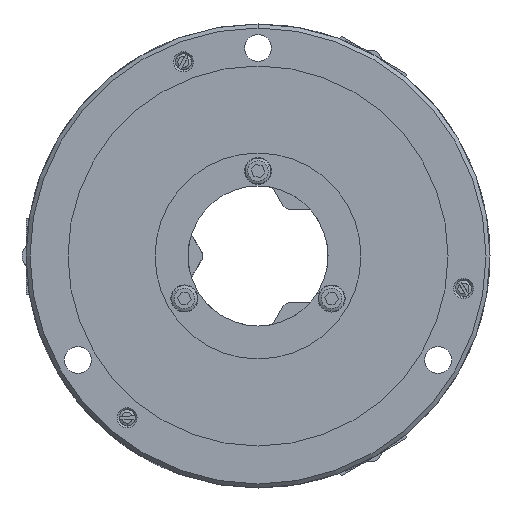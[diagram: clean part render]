
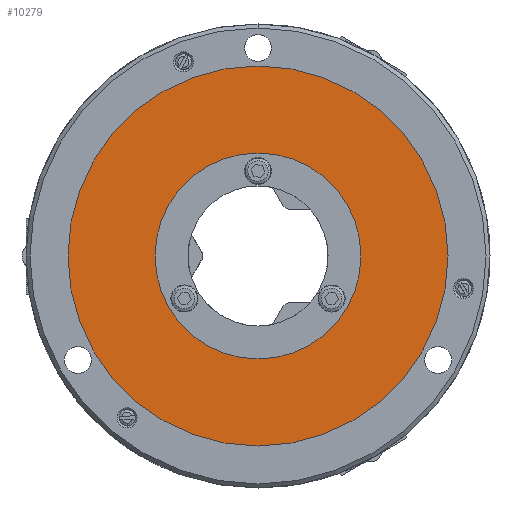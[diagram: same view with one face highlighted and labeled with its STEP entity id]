
A CAD part, left-side view. The second image highlights one B-rep face of the part: STEP entity #10279.
In plain terms, the highlighted planar face has unit normal (-1, 0, 0).
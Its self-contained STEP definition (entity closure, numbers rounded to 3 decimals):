
#376 = DIRECTION ( 'NONE',  ( 0., 0., -1. ) ) ;
#794 = VERTEX_POINT ( 'NONE', #28550 ) ;
#1657 = AXIS2_PLACEMENT_3D ( 'NONE', #22460, #8980, #24703 ) ;
#2155 = CARTESIAN_POINT ( 'NONE',  ( -78., 0., 0. ) ) ;
#2185 = DIRECTION ( 'NONE',  ( 1., 0., 0. ) ) ;
#3972 = CARTESIAN_POINT ( 'NONE',  ( -78., 47.5, -82.272 ) ) ;
#4417 = DIRECTION ( 'NONE',  ( 0., 0., -1. ) ) ;
#6180 = ORIENTED_EDGE ( 'NONE', *, *, #25705, .F. ) ;
#6543 = AXIS2_PLACEMENT_3D ( 'NONE', #15711, #2185, #17983 ) ;
#7352 = EDGE_CURVE ( 'NONE', #19567, #7980, #12662, .T. ) ;
#7980 = VERTEX_POINT ( 'NONE', #27126 ) ;
#8330 = FACE_OUTER_BOUND ( 'NONE', #16629, .T. ) ;
#8980 = DIRECTION ( 'NONE',  ( 1., 0., 0. ) ) ;
#9856 = CARTESIAN_POINT ( 'NONE',  ( -78., 0., 51.5 ) ) ;
#10279 = ADVANCED_FACE ( 'NONE', ( #26268, #8330 ), #28685, .T. ) ;
#10800 = DIRECTION ( 'NONE',  ( -1., 0., 0. ) ) ;
#11332 = CIRCLE ( 'NONE', #6543, 95. ) ;
#12055 = ORIENTED_EDGE ( 'NONE', *, *, #7352, .F. ) ;
#12662 = CIRCLE ( 'NONE', #1657, 95. ) ;
#12817 = EDGE_LOOP ( 'NONE', ( #16504, #21028 ) ) ;
#13904 = DIRECTION ( 'NONE',  ( 1., 0., 0. ) ) ;
#15711 = CARTESIAN_POINT ( 'NONE',  ( -78., 0., 0. ) ) ;
#15941 = CIRCLE ( 'NONE', #27741, 51.5 ) ;
#16504 = ORIENTED_EDGE ( 'NONE', *, *, #18504, .T. ) ;
#16629 = EDGE_LOOP ( 'NONE', ( #12055, #6180 ) ) ;
#17033 = CARTESIAN_POINT ( 'NONE',  ( -78., 0., -95. ) ) ;
#17616 = AXIS2_PLACEMENT_3D ( 'NONE', #3972, #10800, #26491 ) ;
#17940 = DIRECTION ( 'NONE',  ( 1., 0., 0. ) ) ;
#17983 = DIRECTION ( 'NONE',  ( 0., 0., -1. ) ) ;
#18504 = EDGE_CURVE ( 'NONE', #794, #24854, #28949, .T. ) ;
#18786 = EDGE_CURVE ( 'NONE', #24854, #794, #15941, .T. ) ;
#19292 = AXIS2_PLACEMENT_3D ( 'NONE', #2155, #17940, #4417 ) ;
#19567 = VERTEX_POINT ( 'NONE', #17033 ) ;
#21028 = ORIENTED_EDGE ( 'NONE', *, *, #18786, .T. ) ;
#22460 = CARTESIAN_POINT ( 'NONE',  ( -78., 0., 0. ) ) ;
#24703 = DIRECTION ( 'NONE',  ( 0., 0., -1. ) ) ;
#24854 = VERTEX_POINT ( 'NONE', #9856 ) ;
#25705 = EDGE_CURVE ( 'NONE', #7980, #19567, #11332, .T. ) ;
#26268 = FACE_BOUND ( 'NONE', #12817, .T. ) ;
#26491 = DIRECTION ( 'NONE',  ( 0., 0., 1. ) ) ;
#27126 = CARTESIAN_POINT ( 'NONE',  ( -78., 0., 95. ) ) ;
#27357 = CARTESIAN_POINT ( 'NONE',  ( -78., 0., 0. ) ) ;
#27741 = AXIS2_PLACEMENT_3D ( 'NONE', #27357, #13904, #376 ) ;
#28550 = CARTESIAN_POINT ( 'NONE',  ( -78., 0., -51.5 ) ) ;
#28685 = PLANE ( 'NONE',  #17616 ) ;
#28949 = CIRCLE ( 'NONE', #19292, 51.5 ) ;
